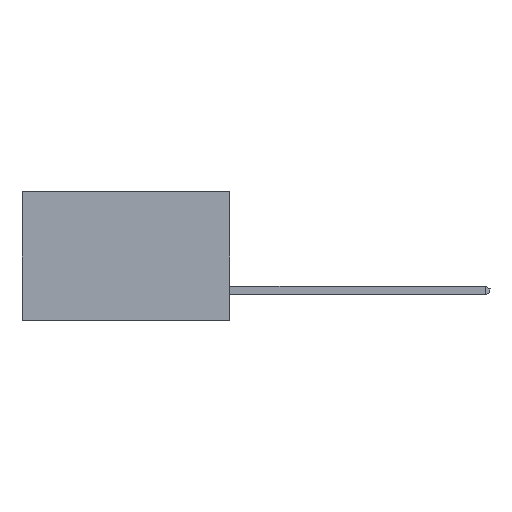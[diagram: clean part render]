
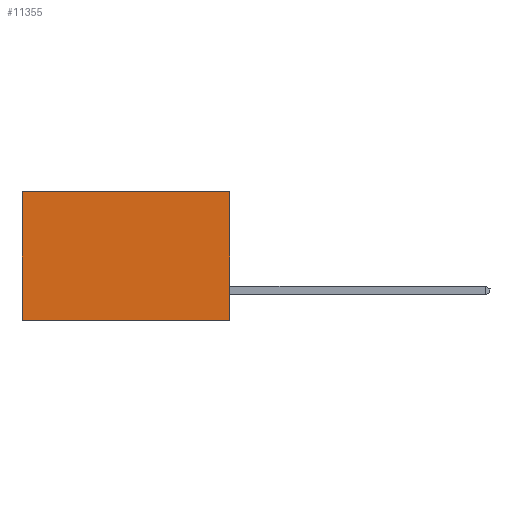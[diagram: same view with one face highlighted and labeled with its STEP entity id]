
A CAD part, left-side view. The second image highlights one B-rep face of the part: STEP entity #11355.
In plain terms, the highlighted planar face has unit normal (-1, 0, 0).
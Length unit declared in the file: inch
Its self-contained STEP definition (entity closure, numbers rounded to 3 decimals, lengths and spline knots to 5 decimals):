
#249 = EDGE_LOOP ( 'NONE', ( #8192, #16367, #18612, #5619 ) ) ;
#2935 = CARTESIAN_POINT ( 'NONE',  ( 0.2615, 0.6, -0.37 ) ) ;
#3313 = VECTOR ( 'NONE', #9085, 39.37008 ) ;
#3648 = AXIS2_PLACEMENT_3D ( 'NONE', #10300, #18497, #16277 ) ;
#5479 = VERTEX_POINT ( 'NONE', #5525 ) ;
#5525 = CARTESIAN_POINT ( 'NONE',  ( 0.2615, 0., 0. ) ) ;
#5619 = ORIENTED_EDGE ( 'NONE', *, *, #13612, .T. ) ;
#8192 = ORIENTED_EDGE ( 'NONE', *, *, #17576, .T. ) ;
#9085 = DIRECTION ( 'NONE',  ( 0., 1., 0. ) ) ;
#10300 = CARTESIAN_POINT ( 'NONE',  ( 0.2615, 0., -0.37 ) ) ;
#10583 = FACE_OUTER_BOUND ( 'NONE', #249, .T. ) ;
#11355 = ADVANCED_FACE ( 'NONE', ( #10583 ), #18620, .F. ) ;
#13612 = EDGE_CURVE ( 'NONE', #5479, #24248, #25086, .T. ) ;
#14526 = LINE ( 'NONE', #2935, #18168 ) ;
#14623 = DIRECTION ( 'NONE',  ( 0., 1., 0. ) ) ;
#14787 = DIRECTION ( 'NONE',  ( 0., 0., -1. ) ) ;
#14860 = LINE ( 'NONE', #18768, #21490 ) ;
#16277 = DIRECTION ( 'NONE',  ( 0., 0., -1. ) ) ;
#16367 = ORIENTED_EDGE ( 'NONE', *, *, #22325, .F. ) ;
#16688 = CARTESIAN_POINT ( 'NONE',  ( 0.2615, 0.6, 0. ) ) ;
#16852 = CARTESIAN_POINT ( 'NONE',  ( 0.2615, 0., -0.37 ) ) ;
#16983 = CARTESIAN_POINT ( 'NONE',  ( 0.2615, 0., 0. ) ) ;
#17576 = EDGE_CURVE ( 'NONE', #24248, #19554, #14526, .T. ) ;
#18168 = VECTOR ( 'NONE', #18285, 39.37008 ) ;
#18285 = DIRECTION ( 'NONE',  ( 0., 0., -1. ) ) ;
#18497 = DIRECTION ( 'NONE',  ( 1., 0., 0. ) ) ;
#18612 = ORIENTED_EDGE ( 'NONE', *, *, #20113, .F. ) ;
#18620 = PLANE ( 'NONE',  #3648 ) ;
#18768 = CARTESIAN_POINT ( 'NONE',  ( 0.2615, 0., -0.37 ) ) ;
#19216 = LINE ( 'NONE', #16852, #24735 ) ;
#19554 = VERTEX_POINT ( 'NONE', #20634 ) ;
#20113 = EDGE_CURVE ( 'NONE', #5479, #22909, #19216, .T. ) ;
#20634 = CARTESIAN_POINT ( 'NONE',  ( 0.2615, 0.6, -0.37 ) ) ;
#21490 = VECTOR ( 'NONE', #14623, 39.37008 ) ;
#21915 = CARTESIAN_POINT ( 'NONE',  ( 0.2615, 0., -0.37 ) ) ;
#22325 = EDGE_CURVE ( 'NONE', #22909, #19554, #14860, .T. ) ;
#22909 = VERTEX_POINT ( 'NONE', #21915 ) ;
#24248 = VERTEX_POINT ( 'NONE', #16688 ) ;
#24735 = VECTOR ( 'NONE', #14787, 39.37008 ) ;
#25086 = LINE ( 'NONE', #16983, #3313 ) ;
